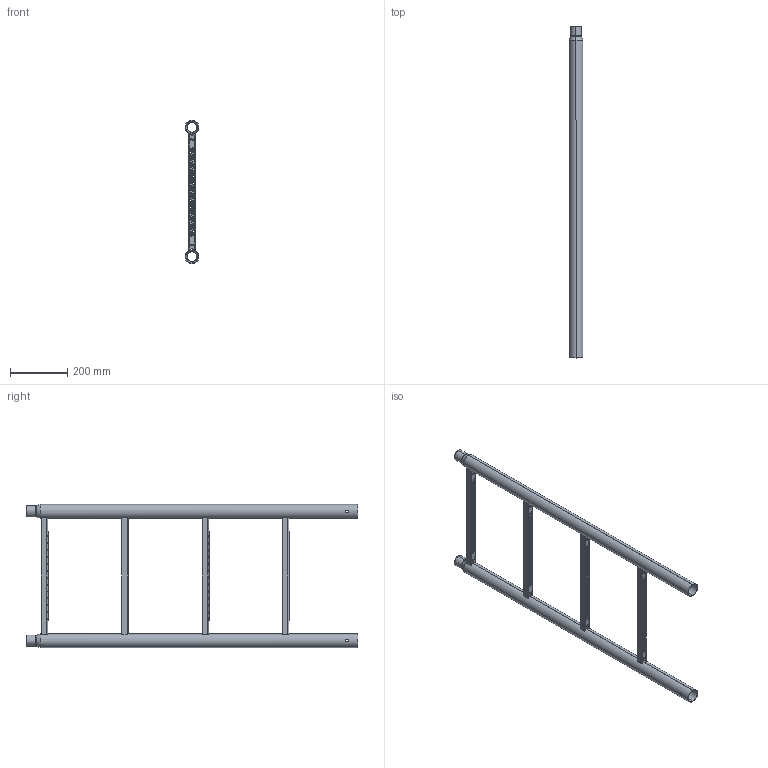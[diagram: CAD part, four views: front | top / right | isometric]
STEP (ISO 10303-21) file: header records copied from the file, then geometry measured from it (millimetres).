
FILE_DESCRIPTION (( 'STEP AP203' ), '1' );
FILE_NAME ('9294000004.STEP', '2024-04-24T06:12:58', ( '' ), ( '' ), 'SwSTEP 2.0', 'SolidWorks 2022', '' );
FILE_SCHEMA (( 'CONFIG_CONTROL_DESIGN' ));
Products named in the file (1): 9294000004
Bounding box: 48.3 x 1155 x 498.3 mm (x, y, z)
Volume: 869924.4 mm3; surface area: 887902.8 mm2
Topology: 6 solids, 6 shells, 1904 faces, 5304 edges, 3240 vertices
Faces by surface type: cone 632, plane 432, torus 424, cylinder 380, bspline 36
Entity records: 67343 total; most frequent: CARTESIAN_POINT 15925, DIRECTION 11842, ORIENTED_EDGE 10608, EDGE_CURVE 5304, AXIS2_PLACEMENT_3D 4901, VERTEX_POINT 3240, CIRCLE 3032, EDGE_LOOP 2160
